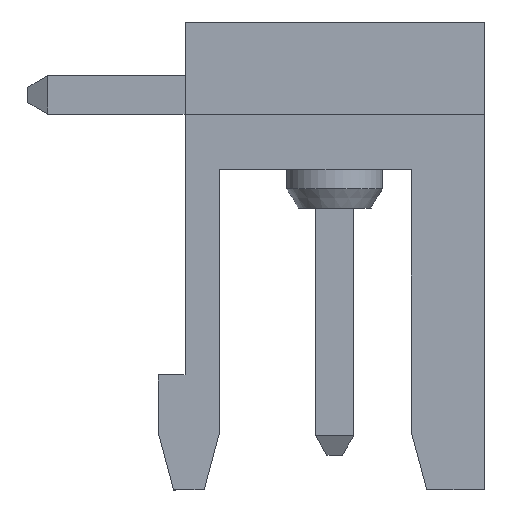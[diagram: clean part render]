
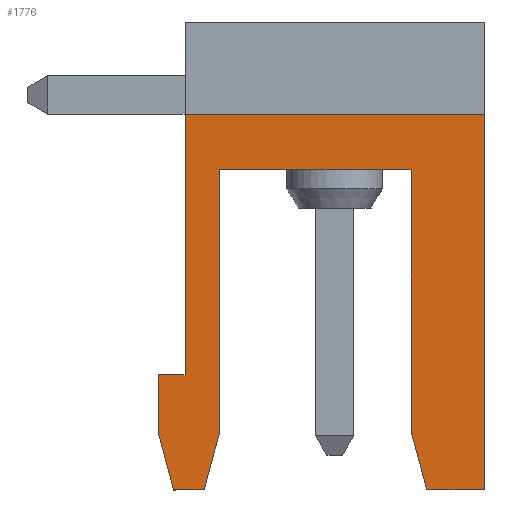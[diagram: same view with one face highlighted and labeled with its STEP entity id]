
A CAD part, front view. The second image highlights one B-rep face of the part: STEP entity #1776.
In plain terms, the highlighted planar face has unit normal (0, -1, 0).
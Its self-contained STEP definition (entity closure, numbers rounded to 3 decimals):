
#1776 = ADVANCED_FACE( '', ( #3682 ), #3683, .F. );
#3682 = FACE_OUTER_BOUND( '', #5676, .T. );
#3683 = PLANE( '', #5677 );
#5676 = EDGE_LOOP( '', ( #10869, #10870, #10871, #10872, #10873, #10874, #10875, #10876, #10877, #10878, #10879, #10880, #10881 ) );
#5677 = AXIS2_PLACEMENT_3D( '', #10882, #10883, #10884 );
#10869 = ORIENTED_EDGE( '', *, *, #12294, .F. );
#10870 = ORIENTED_EDGE( '', *, *, #12431, .T. );
#10871 = ORIENTED_EDGE( '', *, *, #12191, .F. );
#10872 = ORIENTED_EDGE( '', *, *, #13059, .F. );
#10873 = ORIENTED_EDGE( '', *, *, #13502, .F. );
#10874 = ORIENTED_EDGE( '', *, *, #12121, .F. );
#10875 = ORIENTED_EDGE( '', *, *, #13674, .F. );
#10876 = ORIENTED_EDGE( '', *, *, #12753, .F. );
#10877 = ORIENTED_EDGE( '', *, *, #12441, .F. );
#10878 = ORIENTED_EDGE( '', *, *, #13778, .F. );
#10879 = ORIENTED_EDGE( '', *, *, #12867, .F. );
#10880 = ORIENTED_EDGE( '', *, *, #13345, .T. );
#10881 = ORIENTED_EDGE( '', *, *, #13779, .T. );
#10882 = CARTESIAN_POINT( '', ( 9.301, 26.85, -9.8 ) );
#10883 = DIRECTION( '', ( 0., 1., 0. ) );
#10884 = DIRECTION( '', ( 1., 0., 0. ) );
#12121 = EDGE_CURVE( '', #14670, #14671, #14672, .T. );
#12191 = EDGE_CURVE( '', #14778, #14780, #14781, .T. );
#12294 = EDGE_CURVE( '', #14948, #14950, #14951, .T. );
#12431 = EDGE_CURVE( '', #14948, #14780, #15178, .T. );
#12441 = EDGE_CURVE( '', #15194, #15189, #15196, .T. );
#12753 = EDGE_CURVE( '', #15189, #15678, #15682, .T. );
#12867 = EDGE_CURVE( '', #15847, #15849, #15850, .T. );
#13059 = EDGE_CURVE( '', #16117, #14778, #16119, .T. );
#13345 = EDGE_CURVE( '', #15847, #16483, #16485, .T. );
#13502 = EDGE_CURVE( '', #14671, #16117, #16677, .T. );
#13674 = EDGE_CURVE( '', #15678, #14670, #16874, .T. );
#13778 = EDGE_CURVE( '', #15849, #15194, #16982, .T. );
#13779 = EDGE_CURVE( '', #16483, #14950, #16983, .T. );
#14670 = VERTEX_POINT( '', #18218 );
#14671 = VERTEX_POINT( '', #18219 );
#14672 = LINE( '', #18220, #18221 );
#14778 = VERTEX_POINT( '', #18379 );
#14780 = VERTEX_POINT( '', #18382 );
#14781 = LINE( '', #18383, #18384 );
#14948 = VERTEX_POINT( '', #18625 );
#14950 = VERTEX_POINT( '', #18628 );
#14951 = LINE( '', #18629, #18630 );
#15178 = LINE( '', #18964, #18965 );
#15189 = VERTEX_POINT( '', #18980 );
#15194 = VERTEX_POINT( '', #18987 );
#15196 = LINE( '', #18990, #18991 );
#15678 = VERTEX_POINT( '', #19703 );
#15682 = LINE( '', #19709, #19710 );
#15847 = VERTEX_POINT( '', #19955 );
#15849 = VERTEX_POINT( '', #19958 );
#15850 = LINE( '', #19959, #19960 );
#16117 = VERTEX_POINT( '', #20366 );
#16119 = LINE( '', #20369, #20370 );
#16483 = VERTEX_POINT( '', #20916 );
#16485 = LINE( '', #20919, #20920 );
#16677 = LINE( '', #21224, #21225 );
#16874 = LINE( '', #21533, #21534 );
#16982 = LINE( '', #21688, #21689 );
#16983 = LINE( '', #21690, #21691 );
#18218 = CARTESIAN_POINT( '', ( 10., 26.85, 0. ) );
#18219 = CARTESIAN_POINT( '', ( 17.801, 26.85, 0. ) );
#18220 = CARTESIAN_POINT( '', ( 17.801, 26.85, 0. ) );
#18221 = VECTOR( '', #22239, 1000. );
#18379 = CARTESIAN_POINT( '', ( 16.303, 26.85, -9.8 ) );
#18382 = CARTESIAN_POINT( '', ( 15.901, 26.85, -8.3 ) );
#18383 = CARTESIAN_POINT( '', ( 15.901, 26.85, -8.3 ) );
#18384 = VECTOR( '', #22299, 1000. );
#18625 = CARTESIAN_POINT( '', ( 15.901, 26.85, -1.45 ) );
#18628 = CARTESIAN_POINT( '', ( 10.901, 26.85, -1.45 ) );
#18629 = CARTESIAN_POINT( '', ( 9.301, 26.85, -1.45 ) );
#18630 = VECTOR( '', #22399, 1000. );
#18964 = CARTESIAN_POINT( '', ( 15.901, 26.85, -9.8 ) );
#18965 = VECTOR( '', #22528, 1000. );
#18980 = CARTESIAN_POINT( '', ( 9.301, 26.85, -6.8 ) );
#18987 = CARTESIAN_POINT( '', ( 9.301, 26.85, -8.307 ) );
#18990 = CARTESIAN_POINT( '', ( 9.301, 26.85, -6.8 ) );
#18991 = VECTOR( '', #22536, 1000. );
#19703 = CARTESIAN_POINT( '', ( 10., 26.85, -6.8 ) );
#19709 = CARTESIAN_POINT( '', ( 9.901, 26.85, -6.8 ) );
#19710 = VECTOR( '', #22790, 1000. );
#19955 = CARTESIAN_POINT( '', ( 10.501, 26.85, -9.8 ) );
#19958 = CARTESIAN_POINT( '', ( 9.701, 26.85, -9.8 ) );
#19959 = CARTESIAN_POINT( '', ( 16.303, 26.85, -9.8 ) );
#19960 = VECTOR( '', #22890, 1000. );
#20366 = CARTESIAN_POINT( '', ( 17.801, 26.85, -9.8 ) );
#20369 = CARTESIAN_POINT( '', ( 16.303, 26.85, -9.8 ) );
#20370 = VECTOR( '', #23037, 1000. );
#20916 = CARTESIAN_POINT( '', ( 10.901, 26.85, -8.307 ) );
#20919 = CARTESIAN_POINT( '', ( 10.42, 26.85, -10.1 ) );
#20920 = VECTOR( '', #23263, 1000. );
#21224 = CARTESIAN_POINT( '', ( 17.801, 26.85, -9.8 ) );
#21225 = VECTOR( '', #23379, 1000. );
#21533 = CARTESIAN_POINT( '', ( 10., 26.85, 0. ) );
#21534 = VECTOR( '', #23491, 1000. );
#21688 = CARTESIAN_POINT( '', ( 9.301, 26.85, -8.307 ) );
#21689 = VECTOR( '', #23535, 1000. );
#21690 = CARTESIAN_POINT( '', ( 10.901, 26.85, -9.8 ) );
#21691 = VECTOR( '', #23536, 1000. );
#22239 = DIRECTION( '', ( 1., 0., 0. ) );
#22299 = DIRECTION( '', ( -0.259, 0., 0.966 ) );
#22399 = DIRECTION( '', ( -1., 0., 0. ) );
#22528 = DIRECTION( '', ( 0., 0., -1. ) );
#22536 = DIRECTION( '', ( 0., 0., 1. ) );
#22790 = DIRECTION( '', ( 1., 0., 0. ) );
#22890 = DIRECTION( '', ( -1., 0., 0. ) );
#23037 = DIRECTION( '', ( -1., 0., 0. ) );
#23263 = DIRECTION( '', ( 0.259, 0., 0.966 ) );
#23379 = DIRECTION( '', ( 0., 0., -1. ) );
#23491 = DIRECTION( '', ( 0., 0., 1. ) );
#23535 = DIRECTION( '', ( -0.259, 0., 0.966 ) );
#23536 = DIRECTION( '', ( 0., 0., 1. ) );
